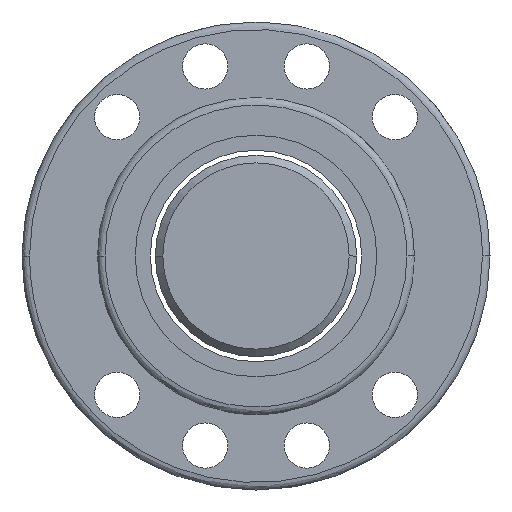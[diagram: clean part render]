
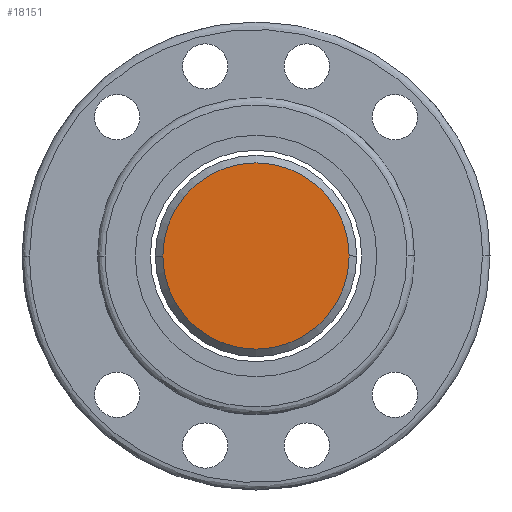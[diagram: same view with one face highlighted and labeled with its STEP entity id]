
A CAD part, left-side view. The second image highlights one B-rep face of the part: STEP entity #18151.
In plain terms, the highlighted planar face has unit normal (-1, 0, 0).
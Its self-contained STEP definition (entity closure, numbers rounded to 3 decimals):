
#548 = EDGE_CURVE ( 'NONE', #24294, #13771, #23552, .T. ) ;
#1308 = ORIENTED_EDGE ( 'NONE', *, *, #5260, .F. ) ;
#3733 = CARTESIAN_POINT ( 'NONE',  ( -148., 0., 0. ) ) ;
#3931 = EDGE_LOOP ( 'NONE', ( #1308, #17170 ) ) ;
#5260 = EDGE_CURVE ( 'NONE', #13771, #24294, #15277, .T. ) ;
#5949 = DIRECTION ( 'NONE',  ( 1., 0., 0. ) ) ;
#6729 = AXIS2_PLACEMENT_3D ( 'NONE', #19232, #5949, #19397 ) ;
#7344 = DIRECTION ( 'NONE',  ( 1., 0., 0. ) ) ;
#7880 = AXIS2_PLACEMENT_3D ( 'NONE', #3733, #7344, #11253 ) ;
#8674 = DIRECTION ( 'NONE',  ( 0., 1., 0. ) ) ;
#10711 = DIRECTION ( 'NONE',  ( 1., 0., 0. ) ) ;
#11253 = DIRECTION ( 'NONE',  ( 0., 1., 0. ) ) ;
#12538 = AXIS2_PLACEMENT_3D ( 'NONE', #20321, #10711, #8674 ) ;
#13591 = CARTESIAN_POINT ( 'NONE',  ( -148., 18.5, 0. ) ) ;
#13771 = VERTEX_POINT ( 'NONE', #13591 ) ;
#14359 = PLANE ( 'NONE',  #12538 ) ;
#15277 = CIRCLE ( 'NONE', #7880, 18.5 ) ;
#17170 = ORIENTED_EDGE ( 'NONE', *, *, #548, .F. ) ;
#18151 = ADVANCED_FACE ( 'NONE', ( #19956 ), #14359, .F. ) ;
#19232 = CARTESIAN_POINT ( 'NONE',  ( -148., 0., 0. ) ) ;
#19397 = DIRECTION ( 'NONE',  ( 0., 1., 0. ) ) ;
#19956 = FACE_OUTER_BOUND ( 'NONE', #3931, .T. ) ;
#20321 = CARTESIAN_POINT ( 'NONE',  ( -148., 10., 0. ) ) ;
#23448 = CARTESIAN_POINT ( 'NONE',  ( -148., -18.5, 0. ) ) ;
#23552 = CIRCLE ( 'NONE', #6729, 18.5 ) ;
#24294 = VERTEX_POINT ( 'NONE', #23448 ) ;
